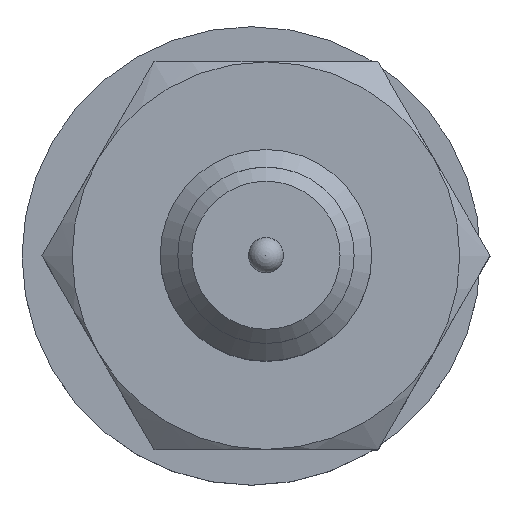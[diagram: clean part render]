
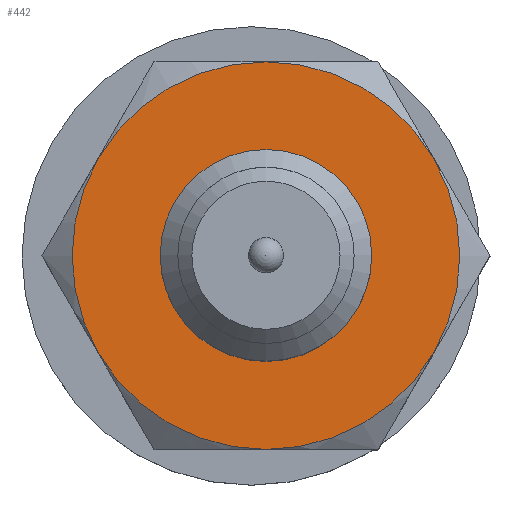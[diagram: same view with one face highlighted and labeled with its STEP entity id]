
A CAD part, top view. The second image highlights one B-rep face of the part: STEP entity #442.
In plain terms, the highlighted face is planar.
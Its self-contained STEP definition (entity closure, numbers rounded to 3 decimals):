
#61=FACE_BOUND('',#139,.T.);
#75=PLANE('',#580);
#106=FACE_OUTER_BOUND('',#138,.T.);
#138=EDGE_LOOP('',(#378,#379));
#139=EDGE_LOOP('',(#380));
#205=CIRCLE('',#581,2.747);
#206=CIRCLE('',#582,2.747);
#207=CIRCLE('',#583,1.5);
#242=VERTEX_POINT('',#866);
#243=VERTEX_POINT('',#867);
#244=VERTEX_POINT('',#870);
#293=EDGE_CURVE('',#242,#243,#205,.T.);
#294=EDGE_CURVE('',#243,#242,#206,.T.);
#295=EDGE_CURVE('',#244,#244,#207,.T.);
#378=ORIENTED_EDGE('',*,*,#293,.F.);
#379=ORIENTED_EDGE('',*,*,#294,.F.);
#380=ORIENTED_EDGE('',*,*,#295,.T.);
#442=ADVANCED_FACE('',(#106,#61),#75,.F.);
#580=AXIS2_PLACEMENT_3D('',#865,#697,#698);
#581=AXIS2_PLACEMENT_3D('',#868,#699,#700);
#582=AXIS2_PLACEMENT_3D('',#869,#701,#702);
#583=AXIS2_PLACEMENT_3D('',#871,#703,#704);
#697=DIRECTION('center_axis',(1.,0.,0.));
#698=DIRECTION('ref_axis',(0.,0.,-1.));
#699=DIRECTION('center_axis',(1.,0.,0.));
#700=DIRECTION('ref_axis',(0.,0.,-1.));
#701=DIRECTION('center_axis',(1.,0.,0.));
#702=DIRECTION('ref_axis',(0.,0.,-1.));
#703=DIRECTION('center_axis',(1.,0.,0.));
#704=DIRECTION('ref_axis',(0.,0.,-1.));
#865=CARTESIAN_POINT('Origin',(-1.2,0.,0.));
#866=CARTESIAN_POINT('',(-1.2,0.,-2.747));
#867=CARTESIAN_POINT('',(-1.2,0.,2.747));
#868=CARTESIAN_POINT('Origin',(-1.2,0.,0.));
#869=CARTESIAN_POINT('Origin',(-1.2,0.,0.));
#870=CARTESIAN_POINT('',(-1.2,0.,-1.5));
#871=CARTESIAN_POINT('Origin',(-1.2,0.,0.));
